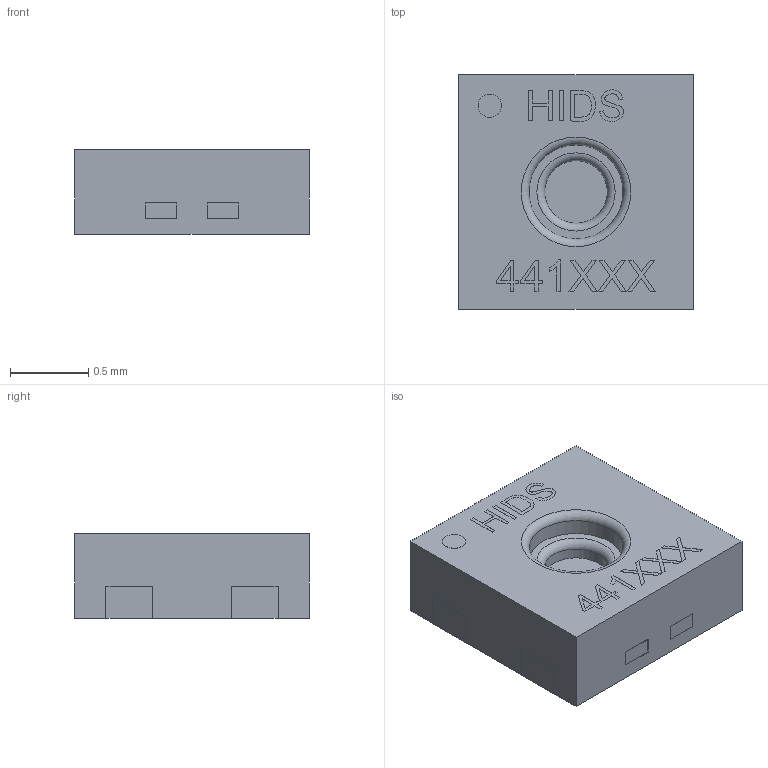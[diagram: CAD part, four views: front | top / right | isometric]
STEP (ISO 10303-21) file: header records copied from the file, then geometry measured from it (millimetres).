
FILE_DESCRIPTION(/* description */ ('Unknown'),/* implementation_level */ '2;1');
FILE_NAME(/* name */ 'U_Wurth_WSEN-HIDS_2525020210002',/* time_stamp */ '2025-11-10T11:25:56+08:00',/* author */ ('Unknown'),/* organization */ ('Unknown'),/* preprocessor_version */ 'ST-DEVELOPER v19.4',/* originating_system */ 'Solid Edge',/* authorisation */ 'Unknown');
FILE_SCHEMA (('AUTOMOTIVE_DESIGN {1 0 10303 214 3 1 1}'));
Length unit declared in the file: millimetre
Products named in the file (2): U_Wurth_WSEN-HIDS_2525020210002
Assembly tree (1 placements, depth 2):
  U_Wurth_WSEN-HIDS_2525020210002
    U_Wurth_WSEN-HIDS_2525020210002
Bounding box: 1.5 x 1.5 x 0.54 mm (x, y, z)
Volume: 1.2 mm3; surface area: 8.1 mm2
Topology: 1 solids, 1 shells, 156 faces, 421 edges, 288 vertices
Faces by surface type: plane 145, bspline 5, cylinder 4, torus 2
Full cylindrical faces by diameter (mm): 0.15 x1, 0.4 x1, 0.6 x1
Entity records: 5985 total; most frequent: CARTESIAN_POINT 1156, ORIENTED_EDGE 830, DIRECTION 618, EDGE_CURVE 415, LINE 292, VECTOR 292, VERTEX_POINT 286, EDGE_LOOP 181
